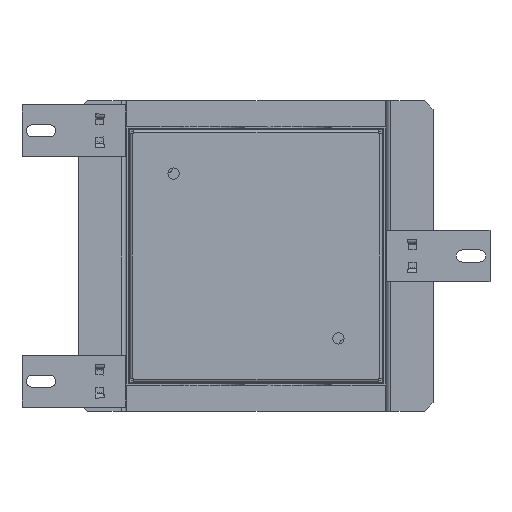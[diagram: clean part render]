
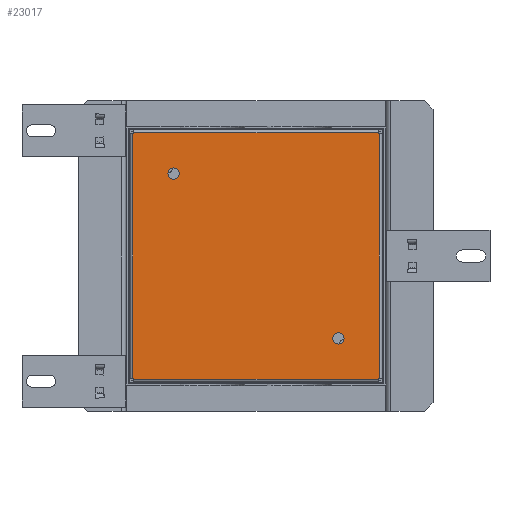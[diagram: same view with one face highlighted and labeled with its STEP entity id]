
A CAD part, front view. The second image highlights one B-rep face of the part: STEP entity #23017.
In plain terms, the highlighted planar face has unit normal (0, -1, 0).
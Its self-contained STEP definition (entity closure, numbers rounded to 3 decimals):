
#89 = DIRECTION ( 'NONE',  ( 1., 0., 0. ) ) ;
#414 = EDGE_CURVE ( 'NONE', #21131, #26719, #25081, .T. ) ;
#775 = DIRECTION ( 'NONE',  ( 0., 0., 1. ) ) ;
#1109 = VERTEX_POINT ( 'NONE', #5708 ) ;
#1133 = CARTESIAN_POINT ( 'NONE',  ( 70.92, 0., 0. ) ) ;
#1441 = ORIENTED_EDGE ( 'NONE', *, *, #7931, .F. ) ;
#1548 = DIRECTION ( 'NONE',  ( -1., 0., 0. ) ) ;
#1870 = EDGE_LOOP ( 'NONE', ( #3292, #6584, #2636, #19826, #15436, #24732, #10033, #1441, #25390, #7626, #25887, #17162 ) ) ;
#2102 = VERTEX_POINT ( 'NONE', #11709 ) ;
#2230 = CARTESIAN_POINT ( 'NONE',  ( -70.92, 0., 71.4 ) ) ;
#2592 = EDGE_CURVE ( 'NONE', #26719, #6882, #8037, .T. ) ;
#2636 = ORIENTED_EDGE ( 'NONE', *, *, #13602, .F. ) ;
#2702 = VECTOR ( 'NONE', #14818, 1000. ) ;
#2737 = CARTESIAN_POINT ( 'NONE',  ( 71.4, 0., 70.92 ) ) ;
#2876 = CARTESIAN_POINT ( 'NONE',  ( 70.92, 0., -71.4 ) ) ;
#2945 = CARTESIAN_POINT ( 'NONE',  ( -70.92, 0., -70.92 ) ) ;
#3292 = ORIENTED_EDGE ( 'NONE', *, *, #414, .F. ) ;
#3371 = VECTOR ( 'NONE', #10942, 1000. ) ;
#3382 = CARTESIAN_POINT ( 'NONE',  ( -70.92, 0., 0. ) ) ;
#3654 = VERTEX_POINT ( 'NONE', #19957 ) ;
#4051 = CARTESIAN_POINT ( 'NONE',  ( 70.92, 0., -71.4 ) ) ;
#4124 = VECTOR ( 'NONE', #23522, 1000. ) ;
#4409 = LINE ( 'NONE', #6615, #11701 ) ;
#5205 = FACE_BOUND ( 'NONE', #14932, .T. ) ;
#5526 = EDGE_CURVE ( 'NONE', #6882, #13807, #22293, .T. ) ;
#5565 = CARTESIAN_POINT ( 'NONE',  ( -70.92, 0., 0. ) ) ;
#5708 = CARTESIAN_POINT ( 'NONE',  ( 70.92, 0., 71.4 ) ) ;
#6383 = VECTOR ( 'NONE', #25870, 1000. ) ;
#6584 = ORIENTED_EDGE ( 'NONE', *, *, #19512, .F. ) ;
#6615 = CARTESIAN_POINT ( 'NONE',  ( 0., 0., 70.92 ) ) ;
#6819 = VECTOR ( 'NONE', #14540, 1000. ) ;
#6882 = VERTEX_POINT ( 'NONE', #12951 ) ;
#7018 = DIRECTION ( 'NONE',  ( 0., 0., 1. ) ) ;
#7134 = PLANE ( 'NONE',  #17393 ) ;
#7626 = ORIENTED_EDGE ( 'NONE', *, *, #8418, .F. ) ;
#7723 = DIRECTION ( 'NONE',  ( 0., 0., 1. ) ) ;
#7901 = LINE ( 'NONE', #4051, #2702 ) ;
#7931 = EDGE_CURVE ( 'NONE', #2102, #16885, #4409, .T. ) ;
#7974 = VECTOR ( 'NONE', #21529, 1000. ) ;
#8037 = LINE ( 'NONE', #14410, #6819 ) ;
#8418 = EDGE_CURVE ( 'NONE', #13807, #1109, #17452, .T. ) ;
#9107 = CARTESIAN_POINT ( 'NONE',  ( 47.73, 0., -47.73 ) ) ;
#9291 = EDGE_CURVE ( 'NONE', #23899, #23899, #17529, .T. ) ;
#10033 = ORIENTED_EDGE ( 'NONE', *, *, #20011, .F. ) ;
#10136 = CARTESIAN_POINT ( 'NONE',  ( 0., 0., -70.92 ) ) ;
#10223 = CARTESIAN_POINT ( 'NONE',  ( -71.4, 0., -70.92 ) ) ;
#10565 = CARTESIAN_POINT ( 'NONE',  ( -71.4, 0., -70.92 ) ) ;
#10766 = EDGE_CURVE ( 'NONE', #15365, #15365, #10978, .T. ) ;
#10942 = DIRECTION ( 'NONE',  ( 1., 0., 0. ) ) ;
#10978 = CIRCLE ( 'NONE', #20695, 3.25 ) ;
#11245 = VERTEX_POINT ( 'NONE', #2945 ) ;
#11701 = VECTOR ( 'NONE', #89, 1000. ) ;
#11709 = CARTESIAN_POINT ( 'NONE',  ( 70.92, 0., 70.92 ) ) ;
#12160 = EDGE_CURVE ( 'NONE', #14349, #18183, #20068, .T. ) ;
#12794 = EDGE_LOOP ( 'NONE', ( #26730 ) ) ;
#12951 = CARTESIAN_POINT ( 'NONE',  ( -70.92, 0., 70.92 ) ) ;
#13571 = DIRECTION ( 'NONE',  ( 0., 0., -1. ) ) ;
#13602 = EDGE_CURVE ( 'NONE', #14105, #11245, #26381, .T. ) ;
#13646 = VECTOR ( 'NONE', #7723, 1000. ) ;
#13807 = VERTEX_POINT ( 'NONE', #16845 ) ;
#13928 = CARTESIAN_POINT ( 'NONE',  ( -70.92, 0., -71.4 ) ) ;
#14105 = VERTEX_POINT ( 'NONE', #13928 ) ;
#14135 = VECTOR ( 'NONE', #26670, 1000. ) ;
#14349 = VERTEX_POINT ( 'NONE', #19018 ) ;
#14410 = CARTESIAN_POINT ( 'NONE',  ( 0., 0., 70.92 ) ) ;
#14540 = DIRECTION ( 'NONE',  ( 1., 0., 0. ) ) ;
#14818 = DIRECTION ( 'NONE',  ( -1., 0., 0. ) ) ;
#14873 = CARTESIAN_POINT ( 'NONE',  ( -47.73, 0., 47.73 ) ) ;
#14932 = EDGE_LOOP ( 'NONE', ( #25280 ) ) ;
#15113 = CARTESIAN_POINT ( 'NONE',  ( 70.92, 0., 0. ) ) ;
#15325 = AXIS2_PLACEMENT_3D ( 'NONE', #9107, #21780, #7018 ) ;
#15365 = VERTEX_POINT ( 'NONE', #21687 ) ;
#15436 = ORIENTED_EDGE ( 'NONE', *, *, #12160, .F. ) ;
#16231 = LINE ( 'NONE', #10136, #20689 ) ;
#16845 = CARTESIAN_POINT ( 'NONE',  ( -70.92, 0., 71.4 ) ) ;
#16885 = VERTEX_POINT ( 'NONE', #19279 ) ;
#17150 = EDGE_CURVE ( 'NONE', #3654, #14349, #16231, .T. ) ;
#17162 = ORIENTED_EDGE ( 'NONE', *, *, #2592, .F. ) ;
#17393 = AXIS2_PLACEMENT_3D ( 'NONE', #21770, #19700, #775 ) ;
#17452 = LINE ( 'NONE', #2230, #3371 ) ;
#17529 = CIRCLE ( 'NONE', #15325, 3.25 ) ;
#18183 = VERTEX_POINT ( 'NONE', #2876 ) ;
#18561 = DIRECTION ( 'NONE',  ( -1., 0., 0. ) ) ;
#18946 = LINE ( 'NONE', #23091, #26529 ) ;
#19018 = CARTESIAN_POINT ( 'NONE',  ( 70.92, 0., -70.92 ) ) ;
#19279 = CARTESIAN_POINT ( 'NONE',  ( 71.4, 0., 70.92 ) ) ;
#19285 = DIRECTION ( 'NONE',  ( 0., 1., 0. ) ) ;
#19324 = LINE ( 'NONE', #2737, #7974 ) ;
#19416 = DIRECTION ( 'NONE',  ( 0., 0., -1. ) ) ;
#19512 = EDGE_CURVE ( 'NONE', #11245, #21131, #18946, .T. ) ;
#19531 = EDGE_CURVE ( 'NONE', #18183, #14105, #7901, .T. ) ;
#19700 = DIRECTION ( 'NONE',  ( 0., 1., 0. ) ) ;
#19826 = ORIENTED_EDGE ( 'NONE', *, *, #19531, .F. ) ;
#19957 = CARTESIAN_POINT ( 'NONE',  ( 71.4, 0., -70.92 ) ) ;
#20011 = EDGE_CURVE ( 'NONE', #16885, #3654, #19324, .T. ) ;
#20068 = LINE ( 'NONE', #1133, #24195 ) ;
#20256 = FACE_BOUND ( 'NONE', #12794, .T. ) ;
#20689 = VECTOR ( 'NONE', #18561, 1000. ) ;
#20695 = AXIS2_PLACEMENT_3D ( 'NONE', #14873, #19285, #19416 ) ;
#21131 = VERTEX_POINT ( 'NONE', #10223 ) ;
#21529 = DIRECTION ( 'NONE',  ( 0., 0., -1. ) ) ;
#21687 = CARTESIAN_POINT ( 'NONE',  ( -47.73, 0., 44.48 ) ) ;
#21770 = CARTESIAN_POINT ( 'NONE',  ( 0., 0., 0. ) ) ;
#21780 = DIRECTION ( 'NONE',  ( 0., 1., 0. ) ) ;
#22293 = LINE ( 'NONE', #3382, #6383 ) ;
#23017 = ADVANCED_FACE ( 'NONE', ( #20256, #5205, #24243 ), #7134, .F. ) ;
#23091 = CARTESIAN_POINT ( 'NONE',  ( 0., 0., -70.92 ) ) ;
#23381 = LINE ( 'NONE', #15113, #4124 ) ;
#23522 = DIRECTION ( 'NONE',  ( 0., 0., -1. ) ) ;
#23686 = CARTESIAN_POINT ( 'NONE',  ( -71.4, 0., 70.92 ) ) ;
#23899 = VERTEX_POINT ( 'NONE', #24165 ) ;
#24165 = CARTESIAN_POINT ( 'NONE',  ( 47.73, 0., -44.48 ) ) ;
#24195 = VECTOR ( 'NONE', #13571, 1000. ) ;
#24243 = FACE_OUTER_BOUND ( 'NONE', #1870, .T. ) ;
#24732 = ORIENTED_EDGE ( 'NONE', *, *, #17150, .F. ) ;
#25081 = LINE ( 'NONE', #10565, #13646 ) ;
#25280 = ORIENTED_EDGE ( 'NONE', *, *, #9291, .T. ) ;
#25390 = ORIENTED_EDGE ( 'NONE', *, *, #27147, .F. ) ;
#25870 = DIRECTION ( 'NONE',  ( 0., 0., 1. ) ) ;
#25887 = ORIENTED_EDGE ( 'NONE', *, *, #5526, .F. ) ;
#26381 = LINE ( 'NONE', #5565, #14135 ) ;
#26529 = VECTOR ( 'NONE', #1548, 1000. ) ;
#26670 = DIRECTION ( 'NONE',  ( 0., 0., 1. ) ) ;
#26719 = VERTEX_POINT ( 'NONE', #23686 ) ;
#26730 = ORIENTED_EDGE ( 'NONE', *, *, #10766, .T. ) ;
#27147 = EDGE_CURVE ( 'NONE', #1109, #2102, #23381, .T. ) ;
